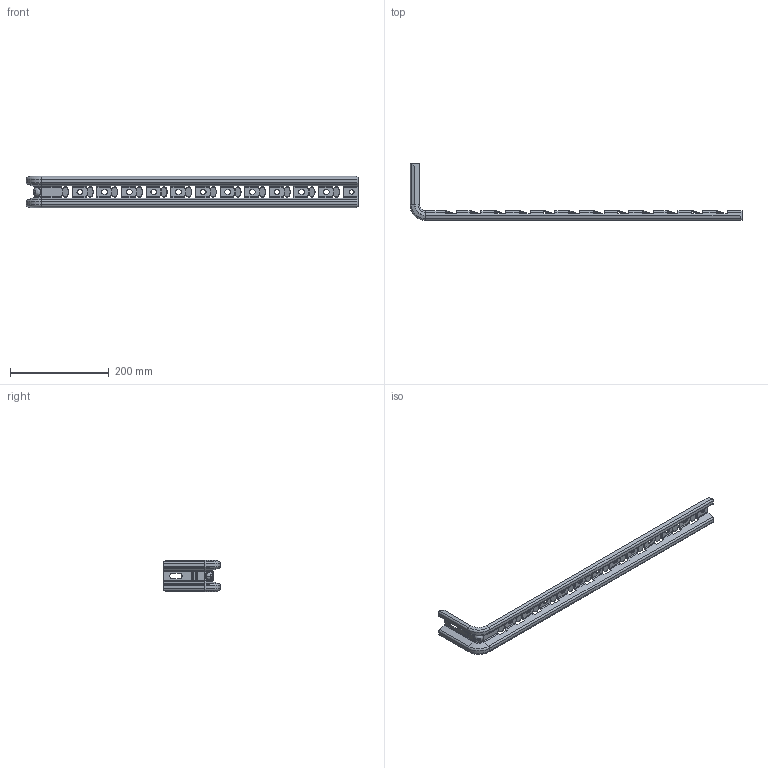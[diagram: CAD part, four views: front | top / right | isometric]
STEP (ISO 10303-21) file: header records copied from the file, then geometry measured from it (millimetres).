
FILE_DESCRIPTION((''),'2;1');
FILE_NAME('900660_PRT','2018-11-16T12:23:46',('tomasz.grudniewski'),(''),'CREO PARAMETRIC BY PTC INC, 2018260','CREO PARAMETRIC BY PTC INC, 2018260','');
FILE_SCHEMA(('CONFIG_CONTROL_DESIGN'));
Length unit declared in the file: millimetre
Products named in the file (1): 900660_PRT
Bounding box: 674 x 115 x 63.43 mm (x, y, z)
Volume: 131492.2 mm3; surface area: 139406.3 mm2
Topology: 1 solids, 1 shells, 1118 faces, 2881 edges, 1754 vertices
Faces by surface type: plane 726, cylinder 334, bspline 32, torus 12, cone 10, sphere 4
Entity records: 41797 total; most frequent: CARTESIAN_POINT 14449, ORIENTED_EDGE 5754, DIRECTION 5591, EDGE_CURVE 2877, VECTOR 2207, LINE 2207, VERTEX_POINT 1754, AXIS2_PLACEMENT_3D 1692
